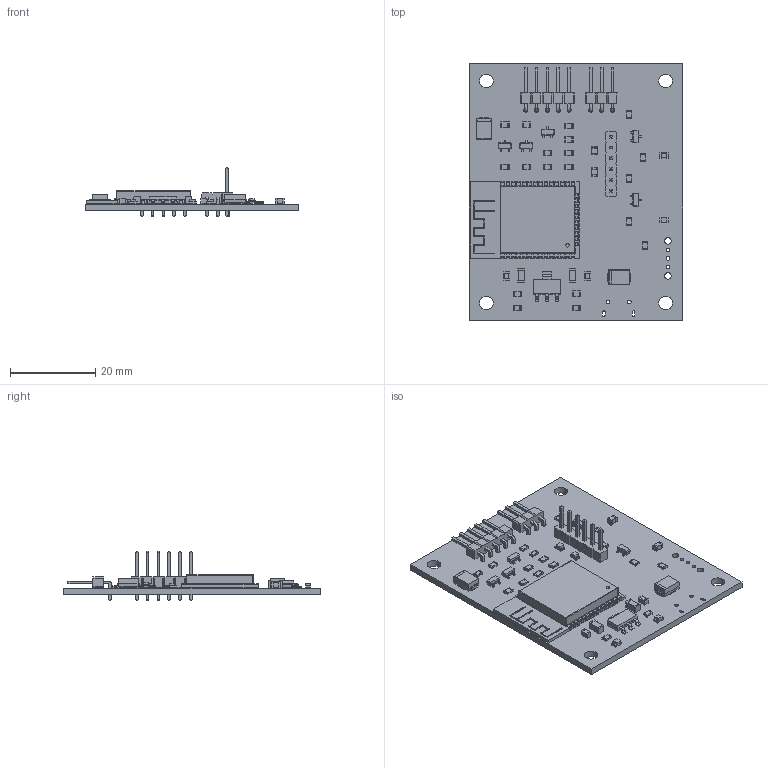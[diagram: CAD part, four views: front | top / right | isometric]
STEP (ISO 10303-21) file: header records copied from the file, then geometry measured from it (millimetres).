
FILE_DESCRIPTION(/* description */ (''),/* implementation_level */ '2;1');
FILE_NAME(/* name */ 'RespiratorIF v1.step',/* time_stamp */ '2021-11-11T21:05:07+01:00',/* author */ (''),/* organization */ (''),/* preprocessor_version */ 'ST-DEVELOPER v18.1',/* originating_system */ 'Autodesk Translation Framework v10.10.0.1391',/* authorisation */ '');
FILE_SCHEMA (('AUTOMOTIVE_DESIGN { 1 0 10303 214 3 1 1 }'));
Length unit declared in the file: millimetre
Products named in the file (24): RespiratorIF; ESP32-WROOM-32; SOLID; C_0805_2012Metric; SOLID (3); D_SMB; SOLID (1); LED_0805_2012Metric; SOLID (4); PinHeader_1x03_P2.54mm_Horizontal; SOLID (5); PinHeader_1x05_P2.54mm_Horizontal; SOLID (6); SOT-23; SOLID (7); SOT-223; SOLID (8); PinHeader_1x06_P2.54mm_Vertical; SOLID (9); R_0805_2012Metric; SOLID (2); C_1206_3216Metric; SOLID (10); COMPOUND
Assembly tree (51 placements, depth 3):
  RespiratorIF
    ESP32-WROOM-32
      SOLID
    D_SMB  x2
      SOLID (1)
    R_0805_2012Metric  x17
      SOLID (2)
    C_0805_2012Metric  x4
      SOLID (3)
    LED_0805_2012Metric  x4
      SOLID (4)
    PinHeader_1x03_P2.54mm_Horizontal
      SOLID (5)
    PinHeader_1x05_P2.54mm_Horizontal
      SOLID (6)
    SOT-23  x5
      SOLID (7)
    SOT-223
      SOLID (8)
    PinHeader_1x06_P2.54mm_Vertical
      SOLID (9)
    C_1206_3216Metric  x2
      SOLID (10)
    COMPOUND
Bounding box: 50 x 60 x 11.54 mm (x, y, z)
Volume: 6179.1 mm3; surface area: 8998.9 mm2
Topology: 40 solids, 41 shells, 2475 faces, 6182 edges, 3834 vertices
Faces by surface type: plane 2061, cylinder 410, sphere 4
Full cylindrical faces by diameter (mm): 0.8 x2, 0.85 x2, 0.9 x3, 1 x14, 1.5 x2, 3.2 x4
Entity records: 44050 total; most frequent: CARTESIAN_POINT 7292, ORIENTED_EDGE 7154, DIRECTION 7071, EDGE_CURVE 3577, LINE 3137, VECTOR 3137, VERTEX_POINT 2188, AXIS2_PLACEMENT_3D 1967
